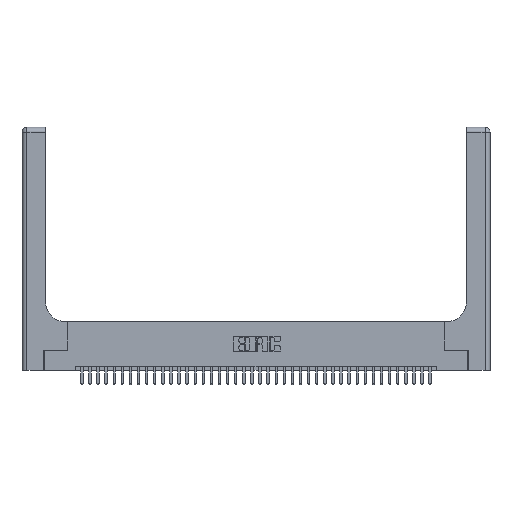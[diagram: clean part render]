
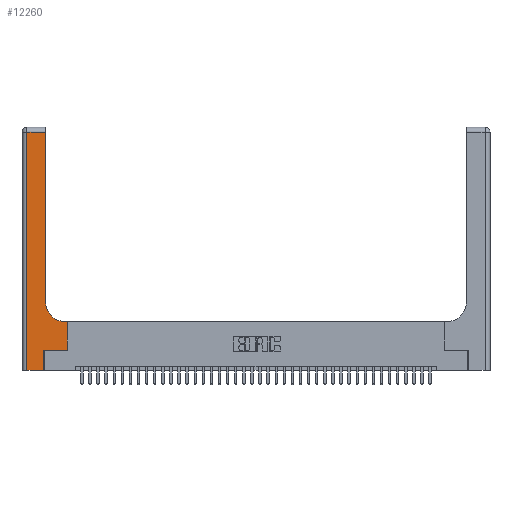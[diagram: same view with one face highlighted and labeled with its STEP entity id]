
A CAD part, top view. The second image highlights one B-rep face of the part: STEP entity #12260.
In plain terms, the highlighted planar face has unit normal (0, 0, 1).
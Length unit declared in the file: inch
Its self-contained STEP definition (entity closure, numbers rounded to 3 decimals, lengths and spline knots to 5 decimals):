
#406 = CARTESIAN_POINT ( 'NONE',  ( 0.5585, 0.25, 0.37 ) ) ;
#541 = DIRECTION ( 'NONE',  ( 0., 1., 0. ) ) ;
#825 = CARTESIAN_POINT ( 'NONE',  ( 0.5415, 0.85, 0.37 ) ) ;
#987 = VECTOR ( 'NONE', #11998, 39.37008 ) ;
#1184 = EDGE_CURVE ( 'NONE', #3896, #7945, #13560, .T. ) ;
#1352 = ORIENTED_EDGE ( 'NONE', *, *, #35771, .T. ) ;
#1379 = DIRECTION ( 'NONE',  ( 0., 1., 0. ) ) ;
#1633 = CARTESIAN_POINT ( 'NONE',  ( 0.5415, 0.6, 0.37 ) ) ;
#1761 = CARTESIAN_POINT ( 'NONE',  ( 0.5585, 0.25, 0.37 ) ) ;
#2699 = EDGE_CURVE ( 'NONE', #24017, #3896, #36886, .T. ) ;
#3845 = CARTESIAN_POINT ( 'NONE',  ( 0.2915, 2.94, 0.37 ) ) ;
#3896 = VERTEX_POINT ( 'NONE', #1761 ) ;
#4480 = VECTOR ( 'NONE', #541, 39.37008 ) ;
#4510 = CARTESIAN_POINT ( 'NONE',  ( 0.06, 2.94, 0.37 ) ) ;
#4803 = CARTESIAN_POINT ( 'NONE',  ( 0.2915, 3., 0.37 ) ) ;
#5412 = DIRECTION ( 'NONE',  ( -1., 0., 0. ) ) ;
#6932 = VERTEX_POINT ( 'NONE', #1633 ) ;
#7001 = ORIENTED_EDGE ( 'NONE', *, *, #1184, .T. ) ;
#7945 = VERTEX_POINT ( 'NONE', #27862 ) ;
#8225 = ORIENTED_EDGE ( 'NONE', *, *, #2699, .T. ) ;
#8575 = CARTESIAN_POINT ( 'NONE',  ( 0.2915, 0.85, 0.37 ) ) ;
#8697 = ORIENTED_EDGE ( 'NONE', *, *, #20123, .T. ) ;
#8809 = DIRECTION ( 'NONE',  ( 0., 1., 0. ) ) ;
#9836 = EDGE_CURVE ( 'NONE', #24010, #24017, #31997, .T. ) ;
#9981 = VERTEX_POINT ( 'NONE', #16467 ) ;
#10414 = VECTOR ( 'NONE', #38558, 39.37008 ) ;
#10529 = VECTOR ( 'NONE', #8809, 39.37008 ) ;
#11020 = CARTESIAN_POINT ( 'NONE',  ( 0.06, 3., 0.37 ) ) ;
#11063 = LINE ( 'NONE', #21045, #987 ) ;
#11883 = VECTOR ( 'NONE', #1379, 39.37008 ) ;
#11998 = DIRECTION ( 'NONE',  ( 1., 0., 0. ) ) ;
#12260 = ADVANCED_FACE ( 'NONE', ( #27963 ), #39373, .F. ) ;
#13560 = LINE ( 'NONE', #406, #4480 ) ;
#15071 = LINE ( 'NONE', #39560, #23122 ) ;
#15913 = CARTESIAN_POINT ( 'NONE',  ( 0.269, 0., 0.37 ) ) ;
#16467 = CARTESIAN_POINT ( 'NONE',  ( 0.06, 0., 0.37 ) ) ;
#19147 = VECTOR ( 'NONE', #5412, 39.37008 ) ;
#20123 = EDGE_CURVE ( 'NONE', #38373, #24714, #31599, .T. ) ;
#21045 = CARTESIAN_POINT ( 'NONE',  ( 0., 0., 0.37 ) ) ;
#21502 = ORIENTED_EDGE ( 'NONE', *, *, #36301, .T. ) ;
#21682 = VERTEX_POINT ( 'NONE', #4510 ) ;
#21698 = EDGE_CURVE ( 'NONE', #21682, #9981, #35298, .T. ) ;
#23122 = VECTOR ( 'NONE', #37012, 39.37008 ) ;
#23187 = CIRCLE ( 'NONE', #37610, 0.25 ) ;
#24010 = VERTEX_POINT ( 'NONE', #15913 ) ;
#24017 = VERTEX_POINT ( 'NONE', #35311 ) ;
#24714 = VERTEX_POINT ( 'NONE', #3845 ) ;
#24893 = DIRECTION ( 'NONE',  ( 0., 0., -1. ) ) ;
#25583 = AXIS2_PLACEMENT_3D ( 'NONE', #33657, #36702, #29078 ) ;
#25869 = ORIENTED_EDGE ( 'NONE', *, *, #34009, .T. ) ;
#27368 = LINE ( 'NONE', #32848, #19147 ) ;
#27862 = CARTESIAN_POINT ( 'NONE',  ( 0.5585, 0.6, 0.37 ) ) ;
#27963 = FACE_OUTER_BOUND ( 'NONE', #37929, .T. ) ;
#28265 = DIRECTION ( 'NONE',  ( 1., 0., 0. ) ) ;
#29078 = DIRECTION ( 'NONE',  ( -1., 0., 0. ) ) ;
#30141 = ORIENTED_EDGE ( 'NONE', *, *, #21698, .T. ) ;
#30681 = VECTOR ( 'NONE', #38261, 39.37008 ) ;
#31281 = ORIENTED_EDGE ( 'NONE', *, *, #33099, .T. ) ;
#31599 = LINE ( 'NONE', #4803, #10529 ) ;
#31884 = CARTESIAN_POINT ( 'NONE',  ( 0.269, 0.25, 0.37 ) ) ;
#31997 = LINE ( 'NONE', #38001, #11883 ) ;
#32848 = CARTESIAN_POINT ( 'NONE',  ( 0., 2.94, 0.37 ) ) ;
#33099 = EDGE_CURVE ( 'NONE', #6932, #38373, #23187, .T. ) ;
#33657 = CARTESIAN_POINT ( 'NONE',  ( 0., 3., 0.37 ) ) ;
#34009 = EDGE_CURVE ( 'NONE', #7945, #6932, #15071, .T. ) ;
#34660 = ORIENTED_EDGE ( 'NONE', *, *, #9836, .T. ) ;
#35298 = LINE ( 'NONE', #11020, #10414 ) ;
#35311 = CARTESIAN_POINT ( 'NONE',  ( 0.269, 0.25, 0.37 ) ) ;
#35771 = EDGE_CURVE ( 'NONE', #9981, #24010, #11063, .T. ) ;
#36301 = EDGE_CURVE ( 'NONE', #24714, #21682, #27368, .T. ) ;
#36702 = DIRECTION ( 'NONE',  ( 0., 0., -1. ) ) ;
#36886 = LINE ( 'NONE', #31884, #30681 ) ;
#37012 = DIRECTION ( 'NONE',  ( -1., 0., 0. ) ) ;
#37610 = AXIS2_PLACEMENT_3D ( 'NONE', #825, #24893, #28265 ) ;
#37929 = EDGE_LOOP ( 'NONE', ( #8697, #21502, #30141, #1352, #34660, #8225, #7001, #25869, #31281 ) ) ;
#38001 = CARTESIAN_POINT ( 'NONE',  ( 0.269, 0., 0.37 ) ) ;
#38261 = DIRECTION ( 'NONE',  ( 1., 0., 0. ) ) ;
#38373 = VERTEX_POINT ( 'NONE', #8575 ) ;
#38558 = DIRECTION ( 'NONE',  ( 0., -1., 0. ) ) ;
#39373 = PLANE ( 'NONE',  #25583 ) ;
#39560 = CARTESIAN_POINT ( 'NONE',  ( 0.2915, 0.6, 0.37 ) ) ;
